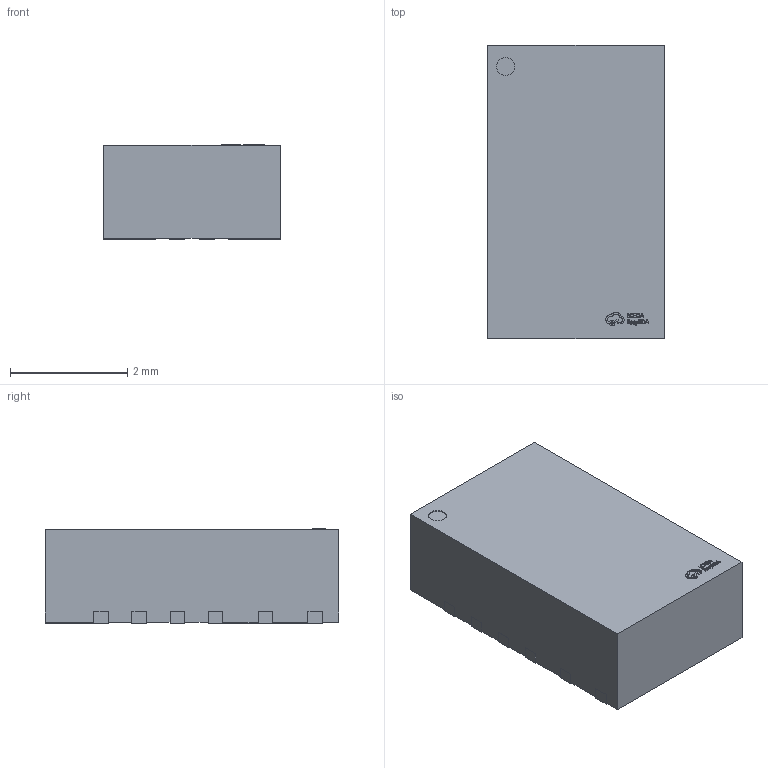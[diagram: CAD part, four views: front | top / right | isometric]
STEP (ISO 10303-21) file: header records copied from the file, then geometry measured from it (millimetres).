
FILE_DESCRIPTION (( 'STEP AP214' ), '1' );
FILE_NAME ('QFN-20_L5.0-W3.0-TL-MPM3610GQV-Z.STEP', '2023-03-16T12:20:55', ( '' ), ( '' ), 'SwSTEP 2.0', 'SolidWorks 2020', '' );
FILE_SCHEMA (( 'AUTOMOTIVE_DESIGN' ));
Length unit declared in the file: millimetre
Products named in the file (1): QFN-20_L5.0-W3.0-TL-MPM3610GQV-Z
Bounding box: 3 x 5 x 1.61 mm (x, y, z)
Volume: 23.8 mm3; surface area: 56 mm2
Topology: 1 solids, 1 shells, 368 faces, 1038 edges, 692 vertices
Faces by surface type: plane 242, bspline 98, cylinder 28
Entity records: 16392 total; most frequent: CARTESIAN_POINT 3405, ORIENTED_EDGE 2076, DIRECTION 1436, EDGE_CURVE 1038, LINE 782, VECTOR 782, VERTEX_POINT 692, EDGE_LOOP 388
